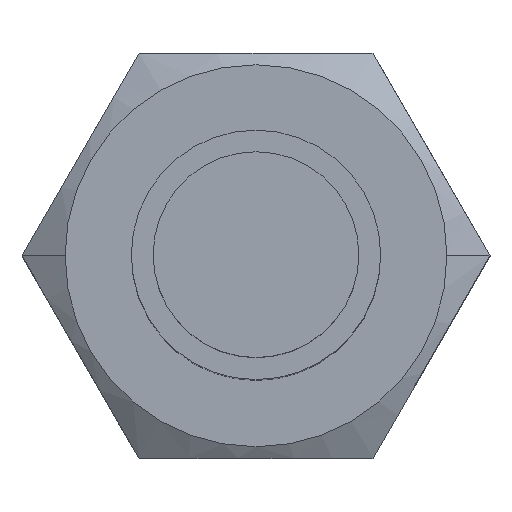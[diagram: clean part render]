
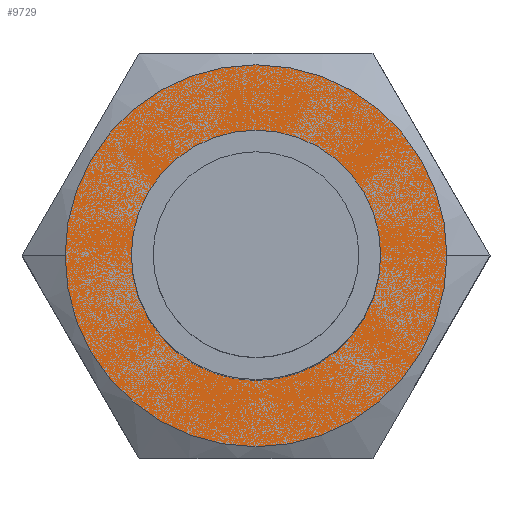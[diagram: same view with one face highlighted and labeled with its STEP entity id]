
A CAD part, top view. The second image highlights one B-rep face of the part: STEP entity #9729.
In plain terms, the highlighted planar face has unit normal (0, 0, 1).
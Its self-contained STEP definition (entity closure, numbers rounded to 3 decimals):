
#98=CARTESIAN_POINT('',(-9.409,7.841,-20.));
#99=DIRECTION('',(0.,0.,1.));
#100=DIRECTION('',(1.,0.,0.));
#101=AXIS2_PLACEMENT_3D('',#98,#99,#100);
#130=CARTESIAN_POINT('',(-9.409,7.841,-20.));
#131=DIRECTION('',(0.,0.,-1.));
#132=DIRECTION('',(1.,0.,0.));
#133=AXIS2_PLACEMENT_3D('',#130,#131,#132);
#135=CARTESIAN_POINT('',(-9.409,7.841,-20.));
#136=DIRECTION('',(0.,0.,-1.));
#137=DIRECTION('',(-1.,0.,0.));
#138=AXIS2_PLACEMENT_3D('',#135,#136,#137);
#1121=CARTESIAN_POINT('',(-9.409,7.841,-20.));
#1122=DIRECTION('',(0.,0.,1.));
#1123=DIRECTION('',(-1.,0.,0.));
#1124=AXIS2_PLACEMENT_3D('',#1121,#1122,#1123);
#7382=CARTESIAN_POINT('',(-3.284,7.841,-20.));
#7383=CARTESIAN_POINT('',(-15.534,7.841,-20.));
#7384=VERTEX_POINT('',#7382);
#7385=VERTEX_POINT('',#7383);
#7395=CARTESIAN_POINT('',(-5.409,7.841,-20.));
#7396=CARTESIAN_POINT('',(-13.409,7.841,-20.));
#7397=VERTEX_POINT('',#7395);
#7398=VERTEX_POINT('',#7396);
#9713=CARTESIAN_POINT('',(-13.162,1.341,-20.));
#9714=DIRECTION('',(0.,0.,-1.));
#9715=DIRECTION('',(-1.,0.,0.));
#9716=AXIS2_PLACEMENT_3D('',#9713,#9714,#9715);
#9717=PLANE('',#9716);
#9719=ORIENTED_EDGE('',*,*,#9718,.T.);
#9721=ORIENTED_EDGE('',*,*,#9720,.T.);
#9722=EDGE_LOOP('',(#9719,#9721));
#9723=FACE_OUTER_BOUND('',#9722,.F.);
#9724=ORIENTED_EDGE('',*,*,#9671,.T.);
#9726=ORIENTED_EDGE('',*,*,#9725,.T.);
#9727=EDGE_LOOP('',(#9724,#9726));
#9728=FACE_BOUND('',#9727,.F.);
#9729=ADVANCED_FACE('',(#9723,#9728),#9717,.F.);
#102=CIRCLE('',#101,4.);
#134=CIRCLE('',#133,6.125);
#139=CIRCLE('',#138,6.125);
#1125=CIRCLE('',#1124,4.);
#9671=EDGE_CURVE('',#7397,#7398,#102,.T.);
#9718=EDGE_CURVE('',#7384,#7385,#134,.T.);
#9720=EDGE_CURVE('',#7385,#7384,#139,.T.);
#9725=EDGE_CURVE('',#7398,#7397,#1125,.T.);
